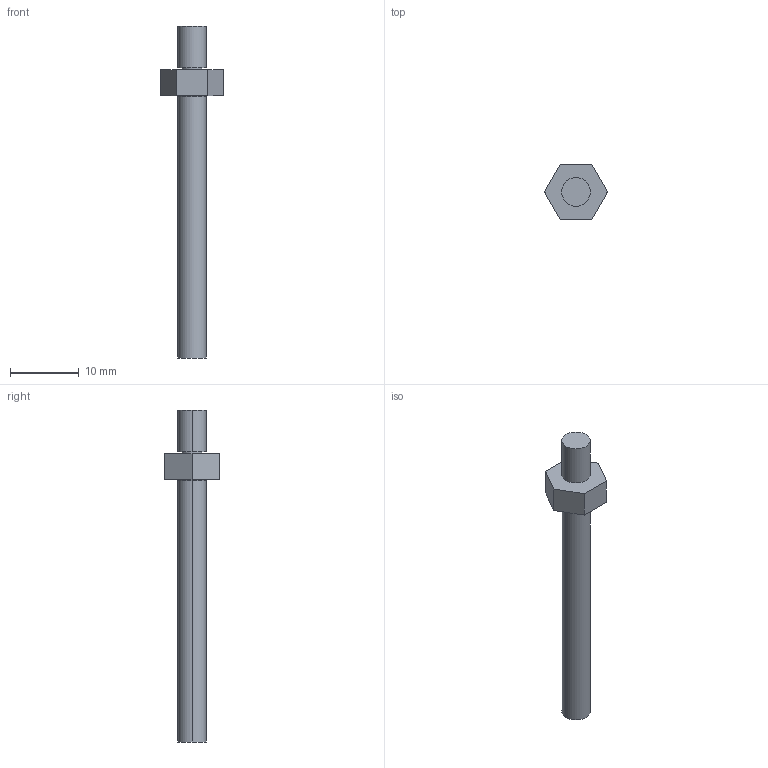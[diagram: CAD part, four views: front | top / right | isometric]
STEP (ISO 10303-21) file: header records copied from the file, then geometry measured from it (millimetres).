
FILE_DESCRIPTION (( 'STEP AP203' ), '1' );
FILE_NAME ('D1000659-v1_aLIGO_SUS_ADJUSTER SHAFT.STEP', '2010-06-25T16:45:21', ( 'Dwayne Giardina' ), ( 'CA Institute of Technology' ), 'SwSTEP 2.0', 'SolidWorks 2009', '' );
FILE_SCHEMA (( 'CONFIG_CONTROL_DESIGN' ));
Length unit declared in the file: inch
Products named in the file (1): D1000659-v1_aLIGO_SUS_ADJUSTER SHAFT
Bounding box: 9.17 x 7.94 x 48.26 mm (x, y, z)
Volume: 812 mm3; surface area: 807.7 mm2
Topology: 1 solids, 1 shells, 19 faces, 40 edges, 26 vertices
Faces by surface type: plane 11, cylinder 6, torus 2
Entity records: 593 total; most frequent: DIRECTION 96, CARTESIAN_POINT 86, ORIENTED_EDGE 80, EDGE_CURVE 40, AXIS2_PLACEMENT_3D 36, VERTEX_POINT 26, VECTOR 24, LINE 24
